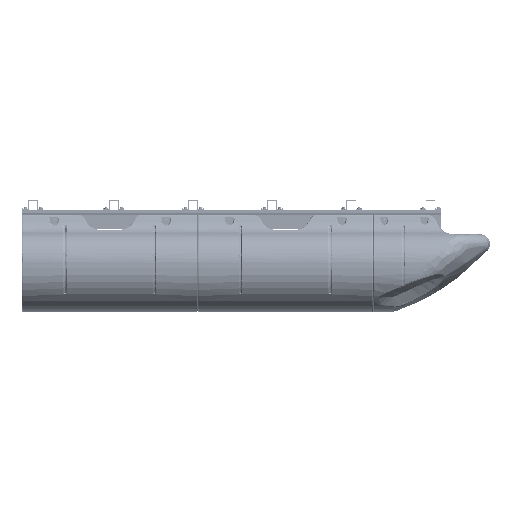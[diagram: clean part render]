
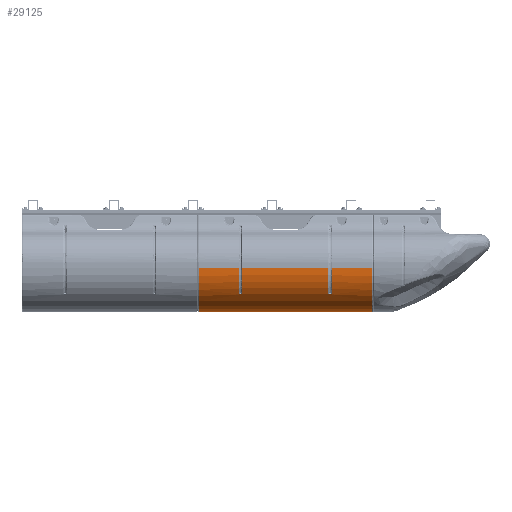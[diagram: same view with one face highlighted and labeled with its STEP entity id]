
A CAD part, front view. The second image highlights one B-rep face of the part: STEP entity #29125.
In plain terms, the highlighted cylindrical face has radius 228.507 mm (diameter 457.014 mm), a partial arc.
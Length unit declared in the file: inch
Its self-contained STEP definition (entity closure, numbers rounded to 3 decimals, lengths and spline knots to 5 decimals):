
#2197=B_SPLINE_CURVE_WITH_KNOTS('',3,(#60302,#60303,#60304,#60305),
 .UNSPECIFIED.,.F.,.F.,(4,4),(-0.37471,0.),.UNSPECIFIED.);
#2198=B_SPLINE_CURVE_WITH_KNOTS('',3,(#60307,#60308,#60309,#60310,#60311),
 .UNSPECIFIED.,.F.,.F.,(4,1,4),(-0.82776,-0.47304,-0.37471),
 .UNSPECIFIED.);
#2199=B_SPLINE_CURVE_WITH_KNOTS('',3,(#60315,#60316,#60317,#60318,#60319),
 .UNSPECIFIED.,.F.,.F.,(4,1,4),(-2.13535,-2.03705,-1.68229),
 .UNSPECIFIED.);
#2200=B_SPLINE_CURVE_WITH_KNOTS('',3,(#60321,#60322,#60323,#60324),
 .UNSPECIFIED.,.F.,.F.,(4,4),(-2.51006,-2.13535),
 .UNSPECIFIED.);
#4879=FACE_OUTER_BOUND('',#6817,.T.);
#6817=EDGE_LOOP('',(#23874,#23875,#23876,#23877,#23878,#23879,#23880,#23881,
#23882,#23883,#23884,#23885,#23886,#23887,#23888,#23889));
#8454=LINE('',#59821,#9928);
#8466=LINE('',#60276,#9940);
#8468=LINE('',#60290,#9942);
#8469=LINE('',#60294,#9943);
#8470=LINE('',#60298,#9944);
#8471=LINE('',#60313,#9945);
#9928=VECTOR('',#38767,0.3937);
#9940=VECTOR('',#38847,0.26699);
#9942=VECTOR('',#38851,0.26699);
#9943=VECTOR('',#38854,0.3937);
#9944=VECTOR('',#38857,0.26699);
#9945=VECTOR('',#38860,0.40065);
#11481=CIRCLE('',#32233,8.99633);
#11485=CIRCLE('',#32238,8.99633);
#11509=CIRCLE('',#32276,8.99633);
#11510=CIRCLE('',#32277,8.99633);
#11511=CIRCLE('',#32278,8.99633);
#11512=CIRCLE('',#32279,8.99633);
#13771=VERTEX_POINT('',#59775);
#13772=VERTEX_POINT('',#59776);
#13775=VERTEX_POINT('',#59797);
#13776=VERTEX_POINT('',#59799);
#13802=VERTEX_POINT('',#60275);
#13805=VERTEX_POINT('',#60289);
#13806=VERTEX_POINT('',#60291);
#13807=VERTEX_POINT('',#60293);
#13808=VERTEX_POINT('',#60295);
#13809=VERTEX_POINT('',#60297);
#13810=VERTEX_POINT('',#60299);
#13811=VERTEX_POINT('',#60301);
#13812=VERTEX_POINT('',#60306);
#13813=VERTEX_POINT('',#60312);
#13814=VERTEX_POINT('',#60314);
#13815=VERTEX_POINT('',#60320);
#17274=EDGE_CURVE('',#13771,#13772,#11481,.T.);
#17279=EDGE_CURVE('',#13775,#13776,#11485,.T.);
#17283=EDGE_CURVE('',#13776,#13771,#8454,.T.);
#17326=EDGE_CURVE('',#13772,#13802,#8466,.T.);
#17330=EDGE_CURVE('',#13805,#13775,#8468,.T.);
#17331=EDGE_CURVE('',#13806,#13805,#11509,.T.);
#17332=EDGE_CURVE('',#13807,#13806,#8469,.T.);
#17333=EDGE_CURVE('',#13808,#13807,#11510,.T.);
#17334=EDGE_CURVE('',#13809,#13808,#8470,.T.);
#17335=EDGE_CURVE('',#13810,#13809,#11511,.T.);
#17336=EDGE_CURVE('',#13811,#13810,#2197,.T.);
#17337=EDGE_CURVE('',#13812,#13811,#2198,.T.);
#17338=EDGE_CURVE('',#13813,#13812,#8471,.T.);
#17339=EDGE_CURVE('',#13814,#13813,#2199,.T.);
#17340=EDGE_CURVE('',#13815,#13814,#2200,.T.);
#17341=EDGE_CURVE('',#13802,#13815,#11512,.T.);
#23874=ORIENTED_EDGE('',*,*,#17274,.F.);
#23875=ORIENTED_EDGE('',*,*,#17283,.F.);
#23876=ORIENTED_EDGE('',*,*,#17279,.F.);
#23877=ORIENTED_EDGE('',*,*,#17330,.F.);
#23878=ORIENTED_EDGE('',*,*,#17331,.F.);
#23879=ORIENTED_EDGE('',*,*,#17332,.F.);
#23880=ORIENTED_EDGE('',*,*,#17333,.F.);
#23881=ORIENTED_EDGE('',*,*,#17334,.F.);
#23882=ORIENTED_EDGE('',*,*,#17335,.F.);
#23883=ORIENTED_EDGE('',*,*,#17336,.F.);
#23884=ORIENTED_EDGE('',*,*,#17337,.F.);
#23885=ORIENTED_EDGE('',*,*,#17338,.F.);
#23886=ORIENTED_EDGE('',*,*,#17339,.F.);
#23887=ORIENTED_EDGE('',*,*,#17340,.F.);
#23888=ORIENTED_EDGE('',*,*,#17341,.F.);
#23889=ORIENTED_EDGE('',*,*,#17326,.F.);
#27835=CYLINDRICAL_SURFACE('',#32275,8.99633);
#29125=ADVANCED_FACE('',(#4879),#27835,.T.);
#32233=AXIS2_PLACEMENT_3D('',#59777,#38750,#38751);
#32238=AXIS2_PLACEMENT_3D('',#59800,#38760,#38761);
#32275=AXIS2_PLACEMENT_3D('',#60288,#38849,#38850);
#32276=AXIS2_PLACEMENT_3D('',#60292,#38852,#38853);
#32277=AXIS2_PLACEMENT_3D('',#60296,#38855,#38856);
#32278=AXIS2_PLACEMENT_3D('',#60300,#38858,#38859);
#32279=AXIS2_PLACEMENT_3D('',#60325,#38861,#38862);
#38750=DIRECTION('center_axis',(-1.,0.,0.));
#38751=DIRECTION('ref_axis',(0.,-0.952,-0.306));
#38760=DIRECTION('center_axis',(1.,0.,0.));
#38761=DIRECTION('ref_axis',(0.,-0.952,-0.306));
#38767=DIRECTION('',(1.,0.,0.));
#38847=DIRECTION('',(1.,0.,0.));
#38849=DIRECTION('center_axis',(1.,0.,0.));
#38850=DIRECTION('ref_axis',(0.,-0.001,-1.));
#38851=DIRECTION('',(1.,0.,0.));
#38852=DIRECTION('center_axis',(-1.,0.,0.));
#38853=DIRECTION('ref_axis',(0.,-0.952,-0.306));
#38854=DIRECTION('',(1.,0.,0.));
#38855=DIRECTION('center_axis',(1.,0.,0.));
#38856=DIRECTION('ref_axis',(0.,-0.952,-0.306));
#38857=DIRECTION('',(1.,0.,0.));
#38858=DIRECTION('center_axis',(-1.,0.,0.));
#38859=DIRECTION('ref_axis',(0.,-0.707,-0.708));
#38860=DIRECTION('',(-1.,0.,0.));
#38861=DIRECTION('center_axis',(1.,0.,0.));
#38862=DIRECTION('ref_axis',(0.,-0.707,-0.708));
#59775=CARTESIAN_POINT('',(34.0364,60.72527,-6.15105));
#59776=CARTESIAN_POINT('',(34.0364,58.96546,-0.83233));
#59777=CARTESIAN_POINT('Origin',(34.0364,67.96176,-0.80622));
#59797=CARTESIAN_POINT('',(33.3864,58.96546,-0.83233));
#59799=CARTESIAN_POINT('',(33.3864,60.72527,-6.15105));
#59800=CARTESIAN_POINT('Origin',(33.3864,67.96176,-0.80622));
#59821=CARTESIAN_POINT('',(6.5364,60.72527,-6.15105));
#60275=CARTESIAN_POINT('',(42.3364,58.96546,-0.83233));
#60276=CARTESIAN_POINT('',(6.5364,58.96546,-0.83233));
#60288=CARTESIAN_POINT('Origin',(6.5364,67.96176,-0.80622));
#60289=CARTESIAN_POINT('',(15.6864,58.96546,-0.83233));
#60290=CARTESIAN_POINT('',(6.5364,58.96546,-0.83233));
#60291=CARTESIAN_POINT('',(15.6864,60.72527,-6.15105));
#60292=CARTESIAN_POINT('Origin',(15.6864,67.96176,-0.80622));
#60293=CARTESIAN_POINT('',(15.0364,60.72527,-6.15105));
#60294=CARTESIAN_POINT('',(6.5364,60.72527,-6.15105));
#60295=CARTESIAN_POINT('',(15.0364,58.96546,-0.83233));
#60296=CARTESIAN_POINT('Origin',(15.0364,67.96176,-0.80622));
#60297=CARTESIAN_POINT('',(6.7364,58.96546,-0.83233));
#60298=CARTESIAN_POINT('',(6.5364,58.96546,-0.83233));
#60299=CARTESIAN_POINT('',(6.7364,67.6713,-9.79786));
#60300=CARTESIAN_POINT('Origin',(6.7364,67.96176,-0.80622));
#60301=CARTESIAN_POINT('',(6.8364,67.77946,-9.8007));
#60302=CARTESIAN_POINT('Ctrl Pts',(6.83636,67.77948,-9.8007));
#60303=CARTESIAN_POINT('Ctrl Pts',(6.81098,67.73691,-9.79984));
#60304=CARTESIAN_POINT('Ctrl Pts',(6.77675,67.69971,-9.79878));
#60305=CARTESIAN_POINT('Ctrl Pts',(6.7364,67.6713,-9.79786));
#60306=CARTESIAN_POINT('',(6.88623,67.95061,-9.80254));
#60307=CARTESIAN_POINT('Ctrl Pts',(6.88623,67.95061,-9.80254));
#60308=CARTESIAN_POINT('Ctrl Pts',(6.88476,67.90356,-9.80249));
#60309=CARTESIAN_POINT('Ctrl Pts',(6.87089,67.84383,-9.80191));
#60310=CARTESIAN_POINT('Ctrl Pts',(6.84302,67.79065,-9.80093));
#60311=CARTESIAN_POINT('Ctrl Pts',(6.83636,67.77948,-9.8007));
#60312=CARTESIAN_POINT('',(42.18658,67.95061,-9.80254));
#60313=CARTESIAN_POINT('',(42.5364,67.95061,-9.80254));
#60314=CARTESIAN_POINT('',(42.2364,67.77946,-9.8007));
#60315=CARTESIAN_POINT('Ctrl Pts',(42.23644,67.77948,-9.8007));
#60316=CARTESIAN_POINT('Ctrl Pts',(42.22979,67.79065,-9.80093));
#60317=CARTESIAN_POINT('Ctrl Pts',(42.20192,67.84383,-9.80191));
#60318=CARTESIAN_POINT('Ctrl Pts',(42.18804,67.90355,-9.80249));
#60319=CARTESIAN_POINT('Ctrl Pts',(42.18658,67.95061,-9.80254));
#60320=CARTESIAN_POINT('',(42.3364,67.6713,-9.79786));
#60321=CARTESIAN_POINT('Ctrl Pts',(42.3364,67.6713,-9.79786));
#60322=CARTESIAN_POINT('Ctrl Pts',(42.29605,67.69971,-9.79878));
#60323=CARTESIAN_POINT('Ctrl Pts',(42.26182,67.73691,-9.79984));
#60324=CARTESIAN_POINT('Ctrl Pts',(42.23644,67.77948,-9.8007));
#60325=CARTESIAN_POINT('Origin',(42.3364,67.96176,-0.80622));
